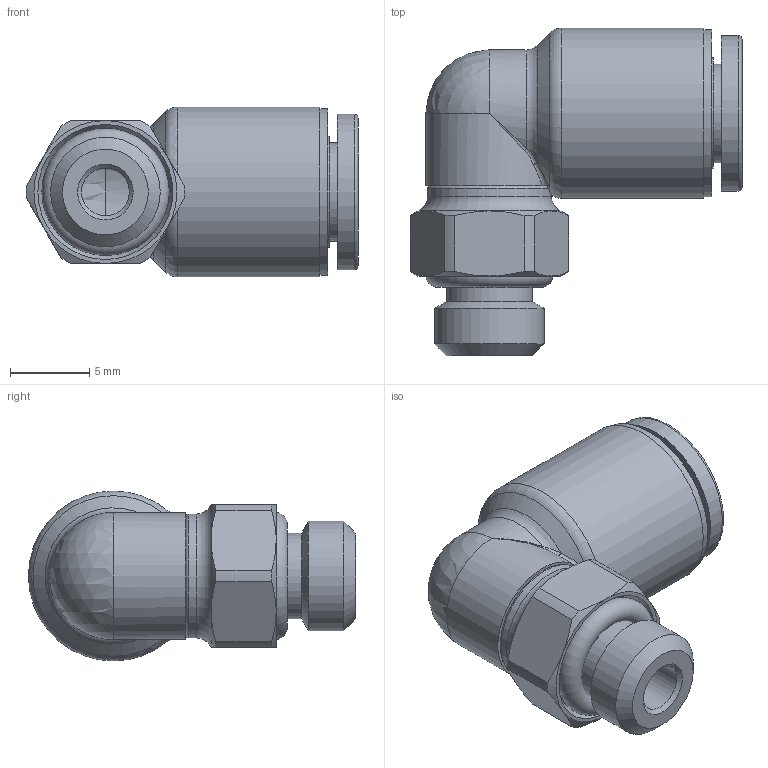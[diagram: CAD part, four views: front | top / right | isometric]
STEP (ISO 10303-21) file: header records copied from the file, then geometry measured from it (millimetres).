
FILE_DESCRIPTION(( 'RT.18.06.M7.STEP' ), '1');
FILE_NAME( 'RT.18.06.M7.STEP', '2018-10-08T14:47:57',( 'Sopra'),('sopra-pneumatic.com'), 'SwSTEP 2.0','SolidWorks 2009','' );
FILE_SCHEMA (( 'AUTOMOTIVE_DESIGN' ));
Length unit declared in the file: millimetre
Products named in the file (1): 5611500011A
Bounding box: 20.9 x 20.6 x 10.7 mm (x, y, z)
Surface area: 1467.4 mm2 (no closed solid volume)
Topology: 0 solids, 9 shells, 101 faces, 263 edges, 168 vertices
Faces by surface type: bspline 34, plane 24, cone 18, cylinder 17, torus 7, sphere 1
Full cylindrical faces by diameter (mm): 3 x1, 5.4 x1, 6.2 x1, 6.9 x1, 7 x1, 7.8 x1, 9.8 x1, 10.5 x1, 10.7 x1
Entity records: 5400 total; most frequent: CARTESIAN_POINT 2198, ORIENTED_EDGE 423, DIRECTION 341, EDGE_CURVE 236, VERTEX_POINT 165, AXIS2_PLACEMENT_3D 136, EDGE_LOOP 129, FACE_OUTER_BOUND 114
